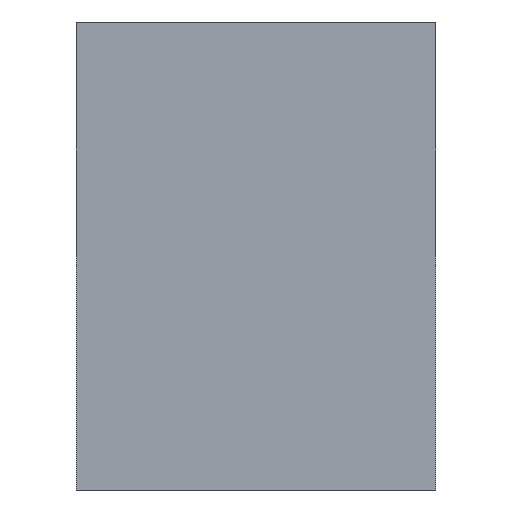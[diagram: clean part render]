
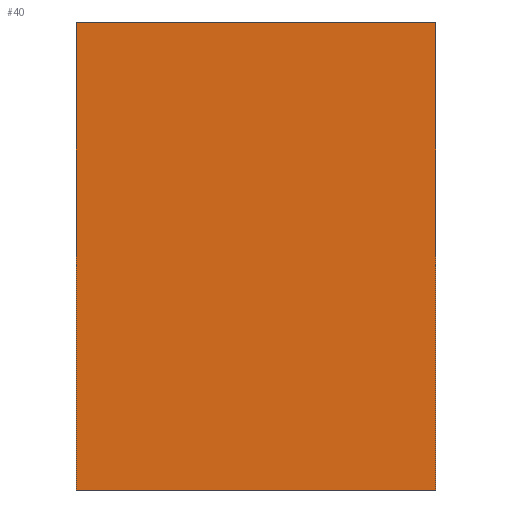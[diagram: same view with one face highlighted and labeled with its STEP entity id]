
A CAD part, left-side view. The second image highlights one B-rep face of the part: STEP entity #40.
In plain terms, the highlighted planar face has unit normal (-1, 0, 0).
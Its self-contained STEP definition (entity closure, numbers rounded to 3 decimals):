
#40 = ADVANCED_FACE( '', ( #80 ), #81, .F. );
#80 = FACE_OUTER_BOUND( '', #117, .T. );
#81 = PLANE( '', #118 );
#117 = EDGE_LOOP( '', ( #165, #166, #167, #168 ) );
#118 = AXIS2_PLACEMENT_3D( '', #169, #170, #171 );
#165 = ORIENTED_EDGE( '', *, *, #213, .T. );
#166 = ORIENTED_EDGE( '', *, *, #214, .F. );
#167 = ORIENTED_EDGE( '', *, *, #207, .F. );
#168 = ORIENTED_EDGE( '', *, *, #211, .T. );
#169 = CARTESIAN_POINT( '', ( -248., 21.5, 56. ) );
#170 = DIRECTION( '', ( 1., 0., 0. ) );
#171 = DIRECTION( '', ( 0., 0., -1. ) );
#207 = EDGE_CURVE( '', #237, #239, #240, .T. );
#211 = EDGE_CURVE( '', #237, #243, #245, .T. );
#213 = EDGE_CURVE( '', #243, #247, #248, .T. );
#214 = EDGE_CURVE( '', #239, #247, #249, .T. );
#237 = VERTEX_POINT( '', #277 );
#239 = VERTEX_POINT( '', #280 );
#240 = LINE( '', #281, #282 );
#243 = VERTEX_POINT( '', #286 );
#245 = LINE( '', #289, #290 );
#247 = VERTEX_POINT( '', #292 );
#248 = LINE( '', #293, #294 );
#249 = LINE( '', #295, #296 );
#277 = CARTESIAN_POINT( '', ( -248., 21.5, 56. ) );
#280 = CARTESIAN_POINT( '', ( -248., -21.5, 56. ) );
#281 = CARTESIAN_POINT( '', ( -248., 21.5, 56. ) );
#282 = VECTOR( '', #318, 1000. );
#286 = CARTESIAN_POINT( '', ( -248., 21.5, 0. ) );
#289 = CARTESIAN_POINT( '', ( -248., 21.5, 56. ) );
#290 = VECTOR( '', #321, 1000. );
#292 = CARTESIAN_POINT( '', ( -248., -21.5, 0. ) );
#293 = CARTESIAN_POINT( '', ( -248., 21.5, 0. ) );
#294 = VECTOR( '', #322, 1000. );
#295 = CARTESIAN_POINT( '', ( -248., -21.5, 56. ) );
#296 = VECTOR( '', #323, 1000. );
#318 = DIRECTION( '', ( 0., -1., 0. ) );
#321 = DIRECTION( '', ( 0., 0., -1. ) );
#322 = DIRECTION( '', ( 0., -1., 0. ) );
#323 = DIRECTION( '', ( 0., 0., -1. ) );
